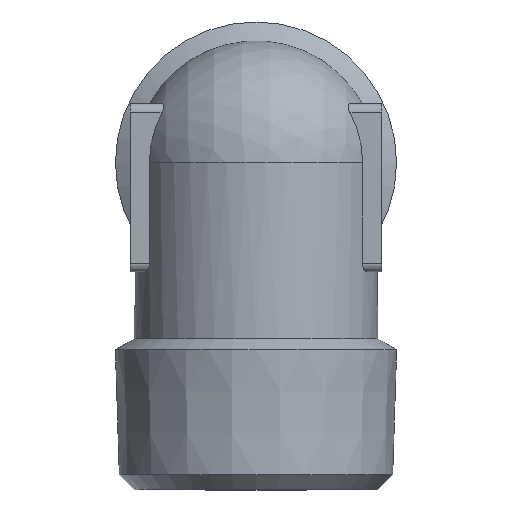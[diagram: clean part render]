
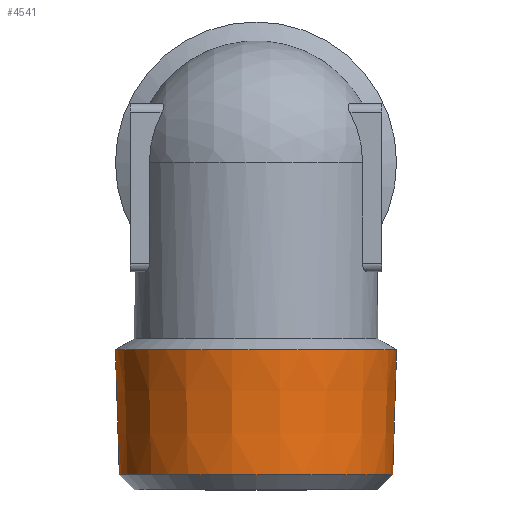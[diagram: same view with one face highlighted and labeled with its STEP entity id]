
A CAD part, left-side view. The second image highlights one B-rep face of the part: STEP entity #4541.
In plain terms, the highlighted conical face has half-angle 1.79 degrees and reference radius 16.825 mm.
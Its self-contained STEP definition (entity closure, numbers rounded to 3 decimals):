
#1258=CONICAL_SURFACE('',#4468,16.825,1.79);
#1384=ORIENTED_EDGE('',*,*,#1672,.F.);
#1385=ORIENTED_EDGE('',*,*,#1673,.F.);
#1510=CIRCLE('',#4469,16.75);
#1511=CIRCLE('',#4470,16.284);
#1580=VERTEX_POINT('',#4336);
#1581=VERTEX_POINT('',#4338);
#1672=EDGE_CURVE('',#1580,#1580,#1510,.T.);
#1673=EDGE_CURVE('',#1581,#1581,#1511,.T.);
#1739=EDGE_LOOP('',(#1384));
#1740=EDGE_LOOP('',(#1385));
#1800=FACE_BOUND('',#1739,.T.);
#1801=FACE_BOUND('',#1740,.T.);
#1974=DIRECTION('',(0.,1.,0.));
#1975=DIRECTION('',(0.,0.,1.));
#1976=DIRECTION('',(0.,1.,0.));
#1977=DIRECTION('',(0.,0.,16.75));
#1978=DIRECTION('',(0.,-1.,0.));
#1979=DIRECTION('',(0.,0.,16.284));
#4335=CARTESIAN_POINT('',(22.488,29.173,0.));
#4336=CARTESIAN_POINT('',(22.488,26.774,16.75));
#4337=CARTESIAN_POINT('',(22.488,26.774,0.));
#4338=CARTESIAN_POINT('',(22.488,11.873,16.284));
#4339=CARTESIAN_POINT('',(22.488,11.873,0.));
#4468=AXIS2_PLACEMENT_3D('',#4335,#1974,#1975);
#4469=AXIS2_PLACEMENT_3D('',#4337,#1976,#1977);
#4470=AXIS2_PLACEMENT_3D('',#4339,#1978,#1979);
#4541=ADVANCED_FACE('',(#1800,#1801),#1258,.T.);
